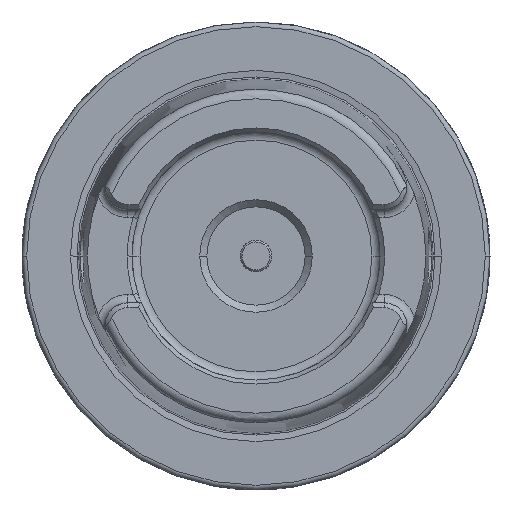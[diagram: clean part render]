
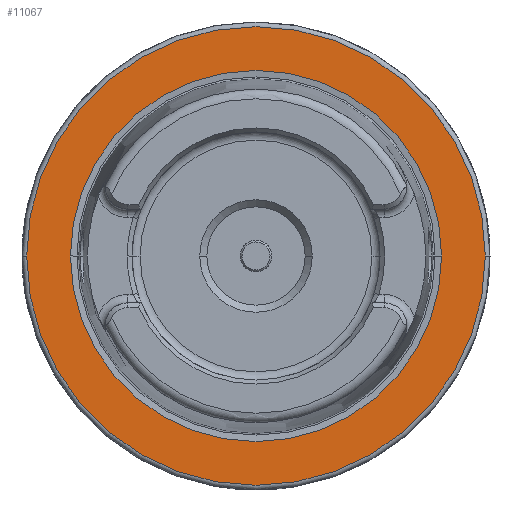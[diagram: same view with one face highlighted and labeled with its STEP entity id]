
A CAD part, left-side view. The second image highlights one B-rep face of the part: STEP entity #11067.
In plain terms, the highlighted planar face has unit normal (-1, 0, 0).
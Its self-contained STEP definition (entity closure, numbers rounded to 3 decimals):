
#400 = CARTESIAN_POINT ( 'NONE',  ( 0.05, 39.647, 0. ) ) ;
#438 = CARTESIAN_POINT ( 'NONE',  ( 0.05, 0., 0. ) ) ;
#643 = FACE_BOUND ( 'NONE', #8816, .T. ) ;
#1265 = CARTESIAN_POINT ( 'NONE',  ( 0.05, 0., 39.647 ) ) ;
#1571 = CARTESIAN_POINT ( 'NONE',  ( 0.05, 0., 49. ) ) ;
#1723 = DIRECTION ( 'NONE',  ( 1., 0., 0. ) ) ;
#1997 = EDGE_CURVE ( 'NONE', #10657, #6475, #9239, .T. ) ;
#2547 = CARTESIAN_POINT ( 'NONE',  ( 0.05, 0., -49. ) ) ;
#2742 = DIRECTION ( 'NONE',  ( 0., 0., -1. ) ) ;
#3162 = AXIS2_PLACEMENT_3D ( 'NONE', #438, #9899, #7235 ) ;
#3344 = EDGE_CURVE ( 'NONE', #3995, #4505, #4149, .T. ) ;
#3569 = AXIS2_PLACEMENT_3D ( 'NONE', #3671, #7404, #2742 ) ;
#3671 = CARTESIAN_POINT ( 'NONE',  ( 0.05, 0., 0. ) ) ;
#3926 = ORIENTED_EDGE ( 'NONE', *, *, #4987, .T. ) ;
#3995 = VERTEX_POINT ( 'NONE', #4379 ) ;
#4103 = CIRCLE ( 'NONE', #10970, 49. ) ;
#4146 = DIRECTION ( 'NONE',  ( -1., 0., 0. ) ) ;
#4149 = CIRCLE ( 'NONE', #3569, 39.647 ) ;
#4379 = CARTESIAN_POINT ( 'NONE',  ( 0.05, 0., -39.647 ) ) ;
#4387 = FACE_OUTER_BOUND ( 'NONE', #6680, .T. ) ;
#4505 = VERTEX_POINT ( 'NONE', #1265 ) ;
#4987 = EDGE_CURVE ( 'NONE', #4505, #3995, #10217, .T. ) ;
#6087 = AXIS2_PLACEMENT_3D ( 'NONE', #10855, #7213, #6239 ) ;
#6239 = DIRECTION ( 'NONE',  ( 0., 0., -1. ) ) ;
#6364 = ORIENTED_EDGE ( 'NONE', *, *, #1997, .F. ) ;
#6475 = VERTEX_POINT ( 'NONE', #2547 ) ;
#6680 = EDGE_LOOP ( 'NONE', ( #7427, #6364 ) ) ;
#7213 = DIRECTION ( 'NONE',  ( 1., 0., 0. ) ) ;
#7235 = DIRECTION ( 'NONE',  ( 0., 0., -1. ) ) ;
#7404 = DIRECTION ( 'NONE',  ( 1., 0., 0. ) ) ;
#7427 = ORIENTED_EDGE ( 'NONE', *, *, #7989, .F. ) ;
#7886 = DIRECTION ( 'NONE',  ( 0., 0., 1. ) ) ;
#7989 = EDGE_CURVE ( 'NONE', #6475, #10657, #4103, .T. ) ;
#8806 = PLANE ( 'NONE',  #10527 ) ;
#8816 = EDGE_LOOP ( 'NONE', ( #3926, #12142 ) ) ;
#9239 = CIRCLE ( 'NONE', #3162, 49. ) ;
#9899 = DIRECTION ( 'NONE',  ( 1., 0., 0. ) ) ;
#9970 = DIRECTION ( 'NONE',  ( 0., 0., -1. ) ) ;
#10217 = CIRCLE ( 'NONE', #6087, 39.647 ) ;
#10527 = AXIS2_PLACEMENT_3D ( 'NONE', #400, #4146, #7886 ) ;
#10657 = VERTEX_POINT ( 'NONE', #1571 ) ;
#10855 = CARTESIAN_POINT ( 'NONE',  ( 0.05, 0., 0. ) ) ;
#10970 = AXIS2_PLACEMENT_3D ( 'NONE', #11992, #1723, #9970 ) ;
#11067 = ADVANCED_FACE ( 'NONE', ( #643, #4387 ), #8806, .T. ) ;
#11992 = CARTESIAN_POINT ( 'NONE',  ( 0.05, 0., 0. ) ) ;
#12142 = ORIENTED_EDGE ( 'NONE', *, *, #3344, .T. ) ;
